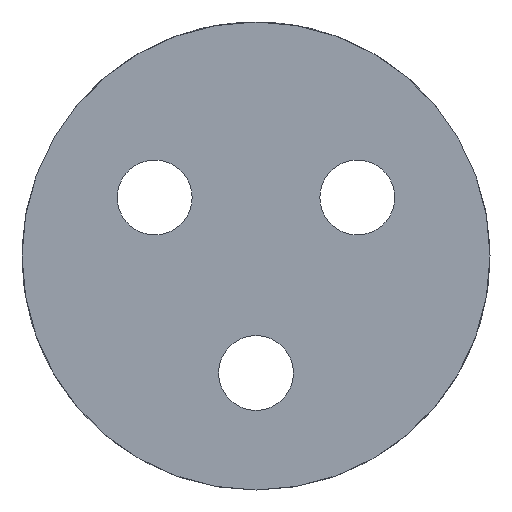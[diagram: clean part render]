
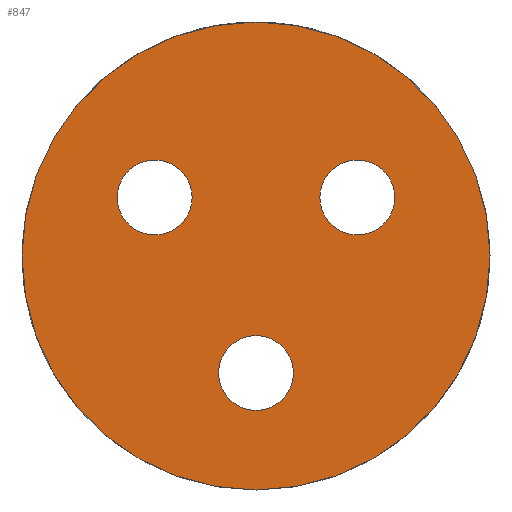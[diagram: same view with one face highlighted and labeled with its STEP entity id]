
A CAD part, front view. The second image highlights one B-rep face of the part: STEP entity #847.
In plain terms, the highlighted planar face has unit normal (0, -1, 0).
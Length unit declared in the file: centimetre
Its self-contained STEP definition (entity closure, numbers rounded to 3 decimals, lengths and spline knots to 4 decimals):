
#3 = CARTESIAN_POINT ( 'NONE',  ( 0.5413, 0., 0.1125 ) ) ;
#24 = CARTESIAN_POINT ( 'NONE',  ( 0., 0., 0. ) ) ;
#81 = CARTESIAN_POINT ( 'NONE',  ( 0., 0., -1.25 ) ) ;
#122 = VERTEX_POINT ( 'NONE', #2790 ) ;
#141 = ORIENTED_EDGE ( 'NONE', *, *, #1413, .T. ) ;
#175 = VERTEX_POINT ( 'NONE', #2296 ) ;
#224 = FACE_BOUND ( 'NONE', #610, .T. ) ;
#253 = DIRECTION ( 'NONE',  ( 0., 0., 1. ) ) ;
#321 = DIRECTION ( 'NONE',  ( 0., 1., 0. ) ) ;
#443 = PLANE ( 'NONE',  #1831 ) ;
#446 = DIRECTION ( 'NONE',  ( 0., 1., 0. ) ) ;
#457 = CARTESIAN_POINT ( 'NONE',  ( -0.5413, 0., 0.1125 ) ) ;
#511 = ORIENTED_EDGE ( 'NONE', *, *, #606, .T. ) ;
#514 = CARTESIAN_POINT ( 'NONE',  ( 0.5413, 0., 0.3125 ) ) ;
#522 = EDGE_CURVE ( 'NONE', #122, #982, #1296, .T. ) ;
#551 = CARTESIAN_POINT ( 'NONE',  ( -0.5413, 0., 0.3125 ) ) ;
#558 = DIRECTION ( 'NONE',  ( 0., 1., 0. ) ) ;
#606 = EDGE_CURVE ( 'NONE', #2099, #1099, #2864, .T. ) ;
#610 = EDGE_LOOP ( 'NONE', ( #141, #1573 ) ) ;
#738 = DIRECTION ( 'NONE',  ( 0., 1., 0. ) ) ;
#760 = DIRECTION ( 'NONE',  ( 0., 1., 0. ) ) ;
#786 = EDGE_CURVE ( 'NONE', #816, #1698, #2175, .T. ) ;
#806 = AXIS2_PLACEMENT_3D ( 'NONE', #939, #446, #1857 ) ;
#816 = VERTEX_POINT ( 'NONE', #1131 ) ;
#847 = ADVANCED_FACE ( 'NONE', ( #1082, #2075, #1713, #224 ), #443, .F. ) ;
#858 = EDGE_CURVE ( 'NONE', #175, #2403, #2179, .T. ) ;
#935 = DIRECTION ( 'NONE',  ( 0., 0., 1. ) ) ;
#939 = CARTESIAN_POINT ( 'NONE',  ( 0., 0., 0. ) ) ;
#982 = VERTEX_POINT ( 'NONE', #81 ) ;
#1024 = AXIS2_PLACEMENT_3D ( 'NONE', #2376, #738, #2599 ) ;
#1058 = CARTESIAN_POINT ( 'NONE',  ( 0.5413, 0., 0.5125 ) ) ;
#1066 = EDGE_CURVE ( 'NONE', #982, #122, #1819, .T. ) ;
#1082 = FACE_OUTER_BOUND ( 'NONE', #2069, .T. ) ;
#1099 = VERTEX_POINT ( 'NONE', #1058 ) ;
#1131 = CARTESIAN_POINT ( 'NONE',  ( -0.5413, 0., 0.5125 ) ) ;
#1156 = CARTESIAN_POINT ( 'NONE',  ( -0.5413, 0., 0.3125 ) ) ;
#1203 = AXIS2_PLACEMENT_3D ( 'NONE', #551, #321, #1226 ) ;
#1226 = DIRECTION ( 'NONE',  ( 0., 0., 1. ) ) ;
#1249 = ORIENTED_EDGE ( 'NONE', *, *, #2661, .T. ) ;
#1266 = DIRECTION ( 'NONE',  ( 0., 0., 1. ) ) ;
#1296 = CIRCLE ( 'NONE', #806, 1.25 ) ;
#1321 = CIRCLE ( 'NONE', #2488, 0.2 ) ;
#1413 = EDGE_CURVE ( 'NONE', #1698, #816, #2421, .T. ) ;
#1414 = EDGE_LOOP ( 'NONE', ( #2584, #2786 ) ) ;
#1437 = DIRECTION ( 'NONE',  ( 0., 0., 1. ) ) ;
#1453 = DIRECTION ( 'NONE',  ( 0., 0., 1. ) ) ;
#1518 = AXIS2_PLACEMENT_3D ( 'NONE', #1634, #2824, #935 ) ;
#1573 = ORIENTED_EDGE ( 'NONE', *, *, #786, .T. ) ;
#1634 = CARTESIAN_POINT ( 'NONE',  ( 0., 0., -0.625 ) ) ;
#1645 = DIRECTION ( 'NONE',  ( 0., 1., 0. ) ) ;
#1697 = AXIS2_PLACEMENT_3D ( 'NONE', #1156, #2290, #2042 ) ;
#1698 = VERTEX_POINT ( 'NONE', #457 ) ;
#1713 = FACE_BOUND ( 'NONE', #2191, .T. ) ;
#1743 = CARTESIAN_POINT ( 'NONE',  ( 0.5413, 0., 0.3125 ) ) ;
#1819 = CIRCLE ( 'NONE', #2763, 1.25 ) ;
#1831 = AXIS2_PLACEMENT_3D ( 'NONE', #24, #1645, #253 ) ;
#1857 = DIRECTION ( 'NONE',  ( 0., 0., 1. ) ) ;
#2042 = DIRECTION ( 'NONE',  ( 0., 0., 1. ) ) ;
#2069 = EDGE_LOOP ( 'NONE', ( #2080, #2102 ) ) ;
#2075 = FACE_BOUND ( 'NONE', #1414, .T. ) ;
#2080 = ORIENTED_EDGE ( 'NONE', *, *, #1066, .F. ) ;
#2099 = VERTEX_POINT ( 'NONE', #3 ) ;
#2102 = ORIENTED_EDGE ( 'NONE', *, *, #522, .F. ) ;
#2139 = CARTESIAN_POINT ( 'NONE',  ( 0., 0., 0. ) ) ;
#2175 = CIRCLE ( 'NONE', #1697, 0.2 ) ;
#2179 = CIRCLE ( 'NONE', #1518, 0.2 ) ;
#2191 = EDGE_LOOP ( 'NONE', ( #511, #1249 ) ) ;
#2290 = DIRECTION ( 'NONE',  ( 0., 1., 0. ) ) ;
#2296 = CARTESIAN_POINT ( 'NONE',  ( 0., 0., -0.825 ) ) ;
#2360 = DIRECTION ( 'NONE',  ( 0., 1., 0. ) ) ;
#2376 = CARTESIAN_POINT ( 'NONE',  ( 0., 0., -0.625 ) ) ;
#2403 = VERTEX_POINT ( 'NONE', #2432 ) ;
#2421 = CIRCLE ( 'NONE', #1203, 0.2 ) ;
#2432 = CARTESIAN_POINT ( 'NONE',  ( 0., 0., -0.425 ) ) ;
#2488 = AXIS2_PLACEMENT_3D ( 'NONE', #514, #760, #1437 ) ;
#2584 = ORIENTED_EDGE ( 'NONE', *, *, #858, .T. ) ;
#2599 = DIRECTION ( 'NONE',  ( 0., 0., 1. ) ) ;
#2641 = EDGE_CURVE ( 'NONE', #2403, #175, #2960, .T. ) ;
#2660 = AXIS2_PLACEMENT_3D ( 'NONE', #1743, #558, #1266 ) ;
#2661 = EDGE_CURVE ( 'NONE', #1099, #2099, #1321, .T. ) ;
#2763 = AXIS2_PLACEMENT_3D ( 'NONE', #2139, #2360, #1453 ) ;
#2786 = ORIENTED_EDGE ( 'NONE', *, *, #2641, .T. ) ;
#2790 = CARTESIAN_POINT ( 'NONE',  ( 0., 0., 1.25 ) ) ;
#2824 = DIRECTION ( 'NONE',  ( 0., 1., 0. ) ) ;
#2864 = CIRCLE ( 'NONE', #2660, 0.2 ) ;
#2960 = CIRCLE ( 'NONE', #1024, 0.2 ) ;
